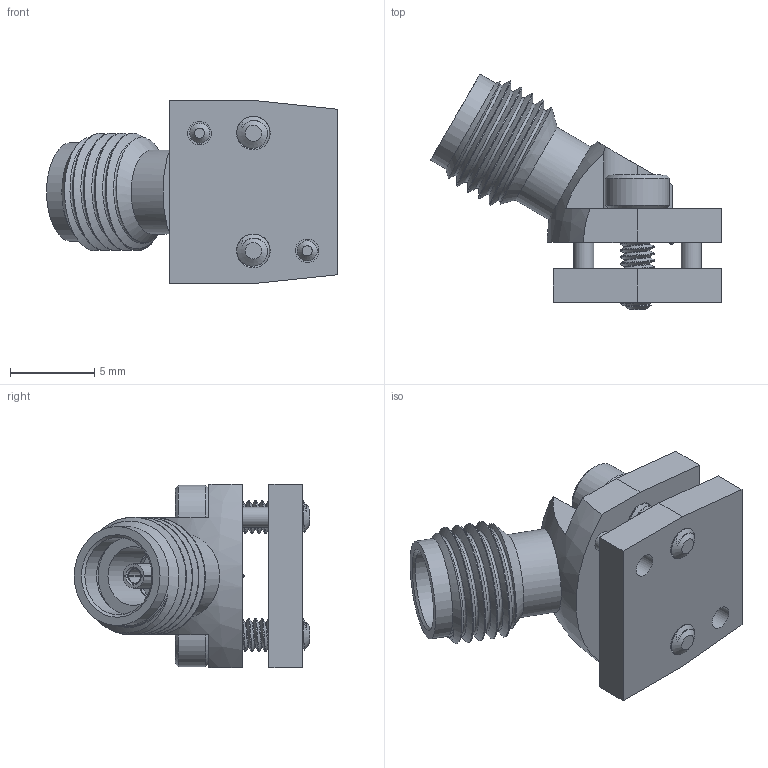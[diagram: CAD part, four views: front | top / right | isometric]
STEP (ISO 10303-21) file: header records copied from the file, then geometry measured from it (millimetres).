
FILE_DESCRIPTION (( 'STEP AP214' ), '1' );
FILE_NAME ('TM14-0142-00.STEP', '2021-01-22T08:20:43', ( '' ), ( '' ), 'SwSTEP 2.0', 'SolidWorks 2019', '' );
FILE_SCHEMA (( 'AUTOMOTIVE_DESIGN' ));
Length unit declared in the file: millimetre
Products named in the file (4): TM11-0355-00; 3.5^TM14-0089-00; M2X4 SHCS_M2 x 6; TM14-0142-00
Assembly tree (4 placements, depth 2):
  TM14-0142-00
    TM11-0355-00
    M2X4 SHCS_M2 x 6  x2
    3.5^TM14-0089-00
Bounding box: 17.3 x 14 x 10.9 mm (x, y, z)
Volume: 663.5 mm3; surface area: 1332 mm2
Topology: 4 solids, 5 shells, 215 faces, 505 edges, 317 vertices
Faces by surface type: plane 91, cylinder 56, cone 52, bspline 14, sphere 1, torus 1
Full cylindrical faces by diameter (mm): 0.254 x1, 0.35 x1, 0.553 x1, 0.56 x1, 0.57 x6, 0.58 x1, 0.805 x1, 0.95 x1, 0.959 x1, 0.97 x1, 1.14 x1, 1.19 x1, 1.2 x2, 1.33 x1, 1.4 x2, 1.52 x2, 1.588 x1, 1.589 x1, 1.6 x2, 1.825 x1, 1.85 x1, 2.1 x2, 2.19 x1, 2.62 x1, 3.06 x1, 3.5 x2, 3.8 x2, 3.86 x1, 4.61 x1, 4.85 x1
Entity records: 8636 total; most frequent: CARTESIAN_POINT 4478, DIRECTION 818, ORIENTED_EDGE 740, EDGE_CURVE 370, AXIS2_PLACEMENT_3D 352, EDGE_LOOP 306, VERTEX_POINT 266, FACE_OUTER_BOUND 235
